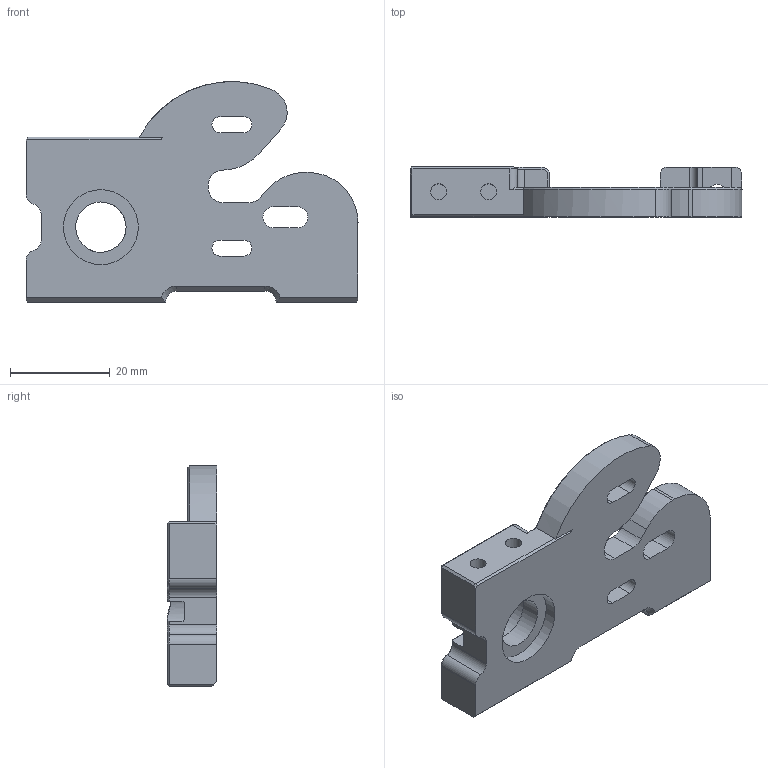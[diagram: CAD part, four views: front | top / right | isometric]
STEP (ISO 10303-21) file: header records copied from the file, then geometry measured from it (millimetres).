
FILE_DESCRIPTION(/* description */ ('STEP AP242','CAx-IF Rec.Pracs.---Representation and Presentation of Product Manufacturing Information (PMI)---4.0---2014-10-13','CAx-IF Rec.Pracs.---3D Tessellated Geometry---0.4---2014-09-14','2;1'),/* implementation_level */ '2;1');
FILE_NAME(/* name */ '67f448e3de7cda4b1a14b8f2',/* time_stamp */ '2025-04-07T21:51:32Z',/* author */ (''),/* organization */ (''),/* preprocessor_version */ 'ST-DEVELOPER v20',/* originating_system */ 'ONSHAPE BY PTC INC, 1.196',/* authorisation */ ' ');
FILE_SCHEMA (('AP242_MANAGED_MODEL_BASED_3D_ENGINEERING_MIM_LF { 1 0 10303 442 1 1 4 }'));
Length unit declared in the file: metre
Products named in the file (1): MotorPlate
Bounding box: 66.5 x 10 x 44.18 mm (x, y, z)
Volume: 13055.4 mm3; surface area: 7445.2 mm2
Topology: 1 solids, 1 shells, 192 faces, 479 edges, 297 vertices
Faces by surface type: plane 119, cylinder 42, cone 26, bspline 5
Full cylindrical faces by diameter (mm): 3.2 x9, 10.1 x1, 15 x1
Entity records: 6212 total; most frequent: CARTESIAN_POINT 1651, ORIENTED_EDGE 932, DIRECTION 921, EDGE_CURVE 466, LINE 321, VECTOR 321, AXIS2_PLACEMENT_3D 300, VERTEX_POINT 295
